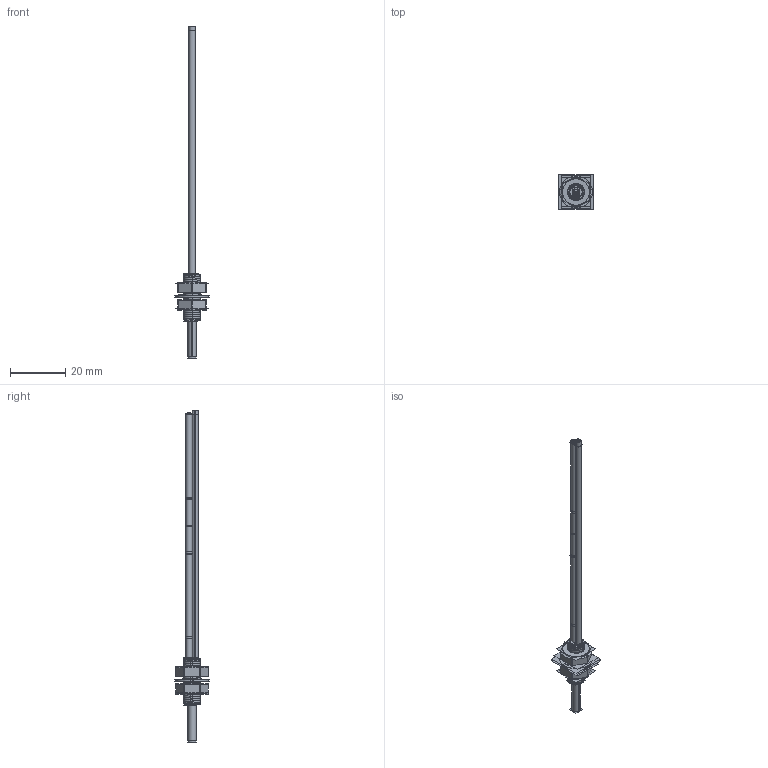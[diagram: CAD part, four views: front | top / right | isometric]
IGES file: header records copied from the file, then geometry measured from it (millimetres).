
Start section:  PTC IGES file: 192753.igs
Global section: file name: 192753.igs; native system: Creo Parametric by Parametric Technology Corporation; preprocessor: 2013230; author: pdmadmin; organization: Unknown; date: 20160209.175826; units: millimetre
Bounding box: 12.54 x 12.54 x 119.83 mm (x, y, z)
Volume: 1290.8 mm3; surface area: 34902.5 mm2
Topology: 32 solids, 34 shells, 804 faces, 3970 edges, 5091 vertices
Faces by surface type: revolution 506, bspline 298
